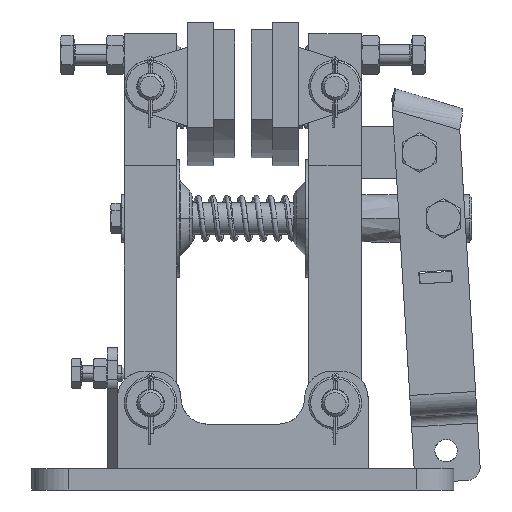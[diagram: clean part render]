
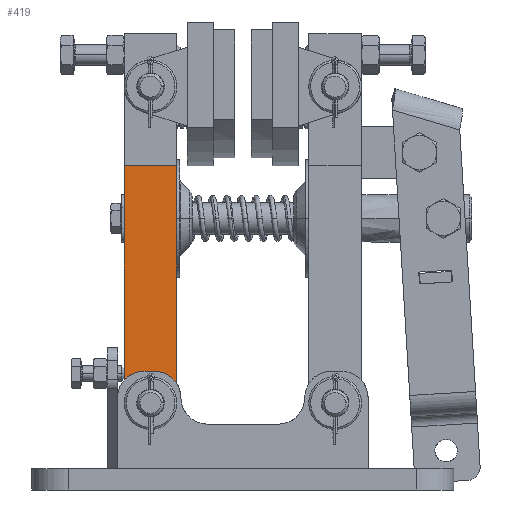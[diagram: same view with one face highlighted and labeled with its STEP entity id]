
A CAD part, front view. The second image highlights one B-rep face of the part: STEP entity #419.
In plain terms, the highlighted free-form (B-spline) face has degree [1, 1] with [2, 2] control points.
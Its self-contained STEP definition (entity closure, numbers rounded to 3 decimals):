
#100 = VERTEX_POINT('',#101);
#101 = CARTESIAN_POINT('',(-14.767,-53.901,0.));
#106 = EDGE_CURVE('',#100,#107,#109,.T.);
#107 = VERTEX_POINT('',#108);
#108 = CARTESIAN_POINT('',(-14.767,-53.901,
    155.057));
#109 = B_SPLINE_CURVE_WITH_KNOTS('',1,(#110,#111),.UNSPECIFIED.,.F.,.F.,
  (2,2),(-52.5,52.5),.PIECEWISE_BEZIER_KNOTS.);
#110 = CARTESIAN_POINT('',(-14.767,-53.901,0.));
#111 = CARTESIAN_POINT('',(-14.767,-53.901,
    155.057));
#403 = VERTEX_POINT('',#404);
#404 = CARTESIAN_POINT('',(14.767,-53.901,0.));
#409 = EDGE_CURVE('',#403,#100,#410,.T.);
#410 = B_SPLINE_CURVE_WITH_KNOTS('',1,(#411,#412),.UNSPECIFIED.,.F.,.F.,
  (2,2),(-10.,10.),.PIECEWISE_BEZIER_KNOTS.);
#411 = CARTESIAN_POINT('',(14.767,-53.901,0.));
#412 = CARTESIAN_POINT('',(-14.767,-53.901,0.));
#419 = ADVANCED_FACE('',(#420,#436),#458,.T.);
#420 = FACE_BOUND('',#421,.T.);
#421 = EDGE_LOOP('',(#422,#423,#430,#435));
#422 = ORIENTED_EDGE('',*,*,#409,.F.);
#423 = ORIENTED_EDGE('',*,*,#424,.T.);
#424 = EDGE_CURVE('',#403,#425,#427,.T.);
#425 = VERTEX_POINT('',#426);
#426 = CARTESIAN_POINT('',(14.767,-53.901,
    155.057));
#427 = B_SPLINE_CURVE_WITH_KNOTS('',1,(#428,#429),.UNSPECIFIED.,.F.,.F.,
  (2,2),(-52.5,52.5),.PIECEWISE_BEZIER_KNOTS.);
#428 = CARTESIAN_POINT('',(14.767,-53.901,0.));
#429 = CARTESIAN_POINT('',(14.767,-53.901,
    155.057));
#430 = ORIENTED_EDGE('',*,*,#431,.T.);
#431 = EDGE_CURVE('',#425,#107,#432,.T.);
#432 = B_SPLINE_CURVE_WITH_KNOTS('',1,(#433,#434),.UNSPECIFIED.,.F.,.F.,
  (2,2),(-10.,10.),.PIECEWISE_BEZIER_KNOTS.);
#433 = CARTESIAN_POINT('',(14.767,-53.901,
    155.057));
#434 = CARTESIAN_POINT('',(-14.767,-53.901,
    155.057));
#435 = ORIENTED_EDGE('',*,*,#106,.F.);
#436 = FACE_BOUND('',#437,.T.);
#437 = EDGE_LOOP('',(#438,#450));
#438 = ORIENTED_EDGE('',*,*,#439,.F.);
#439 = EDGE_CURVE('',#440,#442,#444,.T.);
#440 = VERTEX_POINT('',#441);
#441 = CARTESIAN_POINT('',(7.384,-53.901,
    22.151));
#442 = VERTEX_POINT('',#443);
#443 = CARTESIAN_POINT('',(-7.384,-53.901,
    22.151));
#444 = ( BOUNDED_CURVE() B_SPLINE_CURVE(2,(#445,#446,#447,#448,#449),
.UNSPECIFIED.,.F.,.F.) B_SPLINE_CURVE_WITH_KNOTS((3,2,3),(4.712
,6.283,7.854),.PIECEWISE_BEZIER_KNOTS.) CURVE() 
GEOMETRIC_REPRESENTATION_ITEM() RATIONAL_B_SPLINE_CURVE((1.,
0.707,1.,0.707,1.)) REPRESENTATION_ITEM('') );
#445 = CARTESIAN_POINT('',(7.384,-53.901,
    22.151));
#446 = CARTESIAN_POINT('',(7.384,-53.901,
    29.535));
#447 = CARTESIAN_POINT('',(0.,-53.901,
    29.535));
#448 = CARTESIAN_POINT('',(-7.384,-53.901,
    29.535));
#449 = CARTESIAN_POINT('',(-7.384,-53.901,
    22.151));
#450 = ORIENTED_EDGE('',*,*,#451,.F.);
#451 = EDGE_CURVE('',#442,#440,#452,.T.);
#452 = ( BOUNDED_CURVE() B_SPLINE_CURVE(2,(#453,#454,#455,#456,#457),
.UNSPECIFIED.,.F.,.F.) B_SPLINE_CURVE_WITH_KNOTS((3,2,3),(1.571
,3.142,4.712),.PIECEWISE_BEZIER_KNOTS.) CURVE() 
GEOMETRIC_REPRESENTATION_ITEM() RATIONAL_B_SPLINE_CURVE((1.,
0.707,1.,0.707,1.)) REPRESENTATION_ITEM('') );
#453 = CARTESIAN_POINT('',(-7.384,-53.901,
    22.151));
#454 = CARTESIAN_POINT('',(-7.384,-53.901,
    14.767));
#455 = CARTESIAN_POINT('',(0.,-53.901,
    14.767));
#456 = CARTESIAN_POINT('',(7.384,-53.901,
    14.767));
#457 = CARTESIAN_POINT('',(7.384,-53.901,
    22.151));
#458 = B_SPLINE_SURFACE_WITH_KNOTS('',1,1,(
    (#459,#460)
    ,(#461,#462
    )),.UNSPECIFIED.,.F.,.F.,.F.,(2,2),(2,2),(0.,105.),(-10.,10.),
  .PIECEWISE_BEZIER_KNOTS.);
#459 = CARTESIAN_POINT('',(14.767,-53.901,0.));
#460 = CARTESIAN_POINT('',(-14.767,-53.901,0.));
#461 = CARTESIAN_POINT('',(14.767,-53.901,
    155.057));
#462 = CARTESIAN_POINT('',(-14.767,-53.901,
    155.057));
